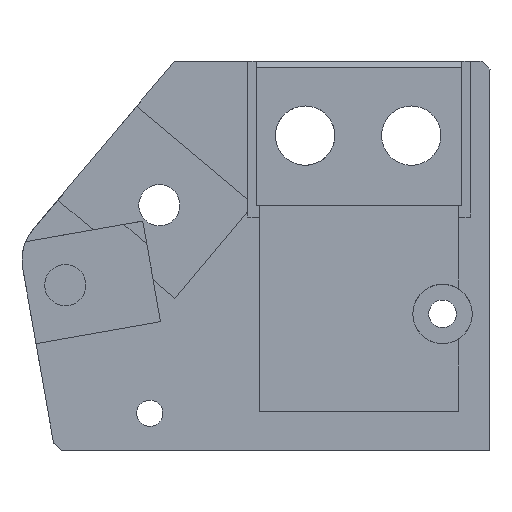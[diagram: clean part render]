
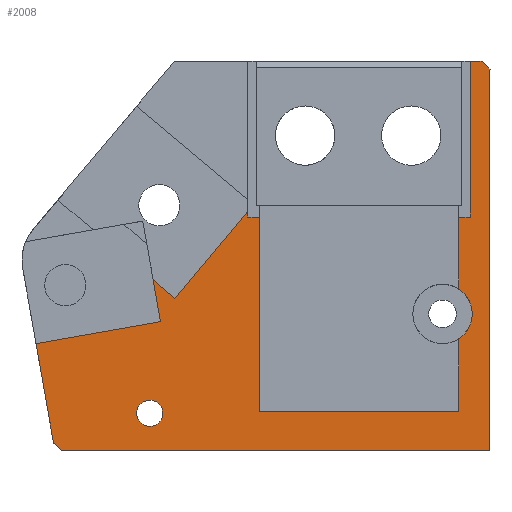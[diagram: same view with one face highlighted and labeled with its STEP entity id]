
A CAD part, front view. The second image highlights one B-rep face of the part: STEP entity #2008.
In plain terms, the highlighted planar face has unit normal (0, -1, 0).
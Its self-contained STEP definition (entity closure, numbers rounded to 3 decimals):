
#63=FACE_BOUND('',#272,.T.);
#153=FACE_OUTER_BOUND('',#271,.T.);
#271=EDGE_LOOP('',(#1742,#1743,#1744,#1745,#1746,#1747,#1748,#1749,#1750,
#1751,#1752,#1753,#1754,#1755,#1756,#1757,#1758,#1759,#1760,#1761));
#272=EDGE_LOOP('',(#1762));
#317=CIRCLE('',#2133,3.75);
#323=CIRCLE('',#2153,1.65);
#353=LINE('',#2925,#591);
#358=LINE('',#2934,#596);
#368=LINE('',#2956,#606);
#418=LINE('',#3089,#656);
#421=LINE('',#3096,#659);
#456=LINE('',#3173,#694);
#459=LINE('',#3179,#697);
#470=LINE('',#3203,#708);
#473=LINE('',#3208,#711);
#478=LINE('',#3218,#716);
#490=LINE('',#3241,#728);
#498=LINE('',#3257,#736);
#501=LINE('',#3261,#739);
#503=LINE('',#3266,#741);
#525=LINE('',#3331,#763);
#534=LINE('',#3346,#772);
#544=LINE('',#3365,#782);
#546=LINE('',#3368,#784);
#547=LINE('',#3369,#785);
#591=VECTOR('',#2239,10.);
#596=VECTOR('',#2246,10.);
#606=VECTOR('',#2266,10.);
#656=VECTOR('',#2390,10.);
#659=VECTOR('',#2395,10.);
#694=VECTOR('',#2466,10.);
#697=VECTOR('',#2471,10.);
#708=VECTOR('',#2490,10.);
#711=VECTOR('',#2495,10.);
#716=VECTOR('',#2504,10.);
#728=VECTOR('',#2524,10.);
#736=VECTOR('',#2536,10.);
#739=VECTOR('',#2541,10.);
#741=VECTOR('',#2545,10.);
#763=VECTOR('',#2619,10.);
#772=VECTOR('',#2634,10.);
#782=VECTOR('',#2650,10.);
#784=VECTOR('',#2654,10.);
#785=VECTOR('',#2655,10.);
#841=VERTEX_POINT('',#2922);
#842=VERTEX_POINT('',#2924);
#844=VERTEX_POINT('',#2930);
#852=VERTEX_POINT('',#2954);
#897=VERTEX_POINT('',#3086);
#898=VERTEX_POINT('',#3088);
#900=VERTEX_POINT('',#3094);
#901=VERTEX_POINT('',#3095);
#925=VERTEX_POINT('',#3172);
#927=VERTEX_POINT('',#3178);
#935=VERTEX_POINT('',#3201);
#936=VERTEX_POINT('',#3202);
#937=VERTEX_POINT('',#3207);
#940=VERTEX_POINT('',#3217);
#947=VERTEX_POINT('',#3239);
#953=VERTEX_POINT('',#3256);
#955=VERTEX_POINT('',#3264);
#970=VERTEX_POINT('',#3324);
#971=VERTEX_POINT('',#3328);
#972=VERTEX_POINT('',#3330);
#981=VERTEX_POINT('',#3364);
#1032=EDGE_CURVE('',#841,#842,#353,.T.);
#1037=EDGE_CURVE('',#844,#842,#358,.T.);
#1048=EDGE_CURVE('',#841,#852,#368,.T.);
#1112=EDGE_CURVE('',#897,#898,#418,.T.);
#1115=EDGE_CURVE('',#900,#901,#421,.T.);
#1154=EDGE_CURVE('',#925,#900,#456,.T.);
#1157=EDGE_CURVE('',#927,#925,#459,.T.);
#1168=EDGE_CURVE('',#935,#936,#470,.T.);
#1171=EDGE_CURVE('',#937,#935,#473,.T.);
#1176=EDGE_CURVE('',#852,#940,#478,.T.);
#1188=EDGE_CURVE('',#940,#947,#490,.T.);
#1196=EDGE_CURVE('',#947,#953,#498,.T.);
#1199=EDGE_CURVE('',#953,#927,#501,.T.);
#1201=EDGE_CURVE('',#936,#955,#503,.T.);
#1208=EDGE_CURVE('',#955,#844,#317,.T.);
#1231=EDGE_CURVE('',#970,#970,#323,.T.);
#1233=EDGE_CURVE('',#971,#972,#525,.T.);
#1242=EDGE_CURVE('',#937,#897,#534,.T.);
#1252=EDGE_CURVE('',#898,#981,#544,.T.);
#1254=EDGE_CURVE('',#971,#981,#546,.T.);
#1255=EDGE_CURVE('',#901,#972,#547,.T.);
#1742=ORIENTED_EDGE('',*,*,#1254,.T.);
#1743=ORIENTED_EDGE('',*,*,#1252,.F.);
#1744=ORIENTED_EDGE('',*,*,#1112,.F.);
#1745=ORIENTED_EDGE('',*,*,#1242,.F.);
#1746=ORIENTED_EDGE('',*,*,#1171,.T.);
#1747=ORIENTED_EDGE('',*,*,#1168,.T.);
#1748=ORIENTED_EDGE('',*,*,#1201,.T.);
#1749=ORIENTED_EDGE('',*,*,#1208,.T.);
#1750=ORIENTED_EDGE('',*,*,#1037,.T.);
#1751=ORIENTED_EDGE('',*,*,#1032,.F.);
#1752=ORIENTED_EDGE('',*,*,#1048,.T.);
#1753=ORIENTED_EDGE('',*,*,#1176,.T.);
#1754=ORIENTED_EDGE('',*,*,#1188,.T.);
#1755=ORIENTED_EDGE('',*,*,#1196,.T.);
#1756=ORIENTED_EDGE('',*,*,#1199,.T.);
#1757=ORIENTED_EDGE('',*,*,#1157,.T.);
#1758=ORIENTED_EDGE('',*,*,#1154,.T.);
#1759=ORIENTED_EDGE('',*,*,#1115,.T.);
#1760=ORIENTED_EDGE('',*,*,#1255,.T.);
#1761=ORIENTED_EDGE('',*,*,#1233,.F.);
#1762=ORIENTED_EDGE('',*,*,#1231,.T.);
#1909=PLANE('',#2161);
#2008=ADVANCED_FACE('',(#153,#63),#1909,.F.);
#2133=AXIS2_PLACEMENT_3D('',#3277,#2557,#2558);
#2153=AXIS2_PLACEMENT_3D('',#3326,#2614,#2615);
#2161=AXIS2_PLACEMENT_3D('',#3367,#2652,#2653);
#2239=DIRECTION('',(1.,0.,0.));
#2246=DIRECTION('',(0.,0.,-1.));
#2266=DIRECTION('',(0.,0.,1.));
#2390=DIRECTION('',(0.707,0.,-0.707));
#2395=DIRECTION('',(-0.985,0.,-0.174));
#2466=DIRECTION('',(0.174,0.,-0.985));
#2471=DIRECTION('',(-0.766,0.,0.643));
#2490=DIRECTION('',(-1.,0.,0.));
#2495=DIRECTION('',(0.,0.,-1.));
#2504=DIRECTION('',(0.,0.,-1.));
#2524=DIRECTION('',(-1.,0.,0.));
#2536=DIRECTION('',(0.,0.,1.));
#2541=DIRECTION('',(-0.643,0.,-0.766));
#2545=DIRECTION('',(0.,0.,-1.));
#2557=DIRECTION('center_axis',(0.,1.,0.));
#2558=DIRECTION('ref_axis',(1.,0.,0.));
#2614=DIRECTION('center_axis',(0.,1.,0.));
#2615=DIRECTION('ref_axis',(-1.,0.,0.));
#2619=DIRECTION('',(-0.766,0.,0.643));
#2634=DIRECTION('',(1.,0.,0.));
#2650=DIRECTION('',(0.,0.,-1.));
#2652=DIRECTION('center_axis',(0.,1.,0.));
#2653=DIRECTION('ref_axis',(-1.,0.,0.));
#2654=DIRECTION('',(1.,0.,0.));
#2655=DIRECTION('',(0.174,0.,-0.985));
#2922=CARTESIAN_POINT('',(-76.013,-61.53,-367.774));
#2924=CARTESIAN_POINT('',(-50.813,-61.53,-367.773));
#2925=CARTESIAN_POINT('',(-68.985,-61.53,-367.774));
#2930=CARTESIAN_POINT('',(-50.813,-61.53,-358.613));
#2934=CARTESIAN_POINT('',(-50.813,-61.53,-351.385));
#2954=CARTESIAN_POINT('',(-76.014,-61.53,-341.722));
#2956=CARTESIAN_POINT('',(-76.013,-61.53,-351.385));
#3086=CARTESIAN_POINT('',(-47.863,-61.53,-323.522));
#3088=CARTESIAN_POINT('',(-46.863,-61.53,-324.522));
#3089=CARTESIAN_POINT('',(-42.625,-61.53,-328.76));
#3094=CARTESIAN_POINT('',(-88.5,-61.53,-356.443));
#3095=CARTESIAN_POINT('',(-104.231,-61.53,-359.217));
#3096=CARTESIAN_POINT('',(-83.351,-61.53,-355.535));
#3172=CARTESIAN_POINT('',(-89.425,-61.53,-351.195));
#3173=CARTESIAN_POINT('',(-88.098,-61.53,-358.722));
#3178=CARTESIAN_POINT('',(-86.693,-61.53,-353.488));
#3179=CARTESIAN_POINT('',(-85.803,-61.53,-354.234));
#3201=CARTESIAN_POINT('',(-49.363,-61.53,-343.222));
#3202=CARTESIAN_POINT('',(-50.814,-61.53,-343.222));
#3203=CARTESIAN_POINT('',(-55.976,-61.53,-343.222));
#3207=CARTESIAN_POINT('',(-49.363,-61.53,-323.522));
#3208=CARTESIAN_POINT('',(-49.363,-61.53,-350.335));
#3217=CARTESIAN_POINT('',(-76.014,-61.53,-343.222));
#3218=CARTESIAN_POINT('',(-76.014,-61.53,-350.335));
#3239=CARTESIAN_POINT('',(-77.463,-61.53,-343.222));
#3241=CARTESIAN_POINT('',(-68.976,-61.53,-343.222));
#3256=CARTESIAN_POINT('',(-77.463,-61.53,-342.489));
#3257=CARTESIAN_POINT('',(-77.463,-61.53,-342.668));
#3261=CARTESIAN_POINT('',(-79.493,-61.53,-344.908));
#3264=CARTESIAN_POINT('',(-50.813,-61.53,-352.333));
#3266=CARTESIAN_POINT('',(-50.813,-61.53,-351.385));
#3277=CARTESIAN_POINT('Origin',(-52.863,-61.53,-355.473));
#3324=CARTESIAN_POINT('',(-88.205,-61.53,-368.024));
#3326=CARTESIAN_POINT('Origin',(-89.855,-61.53,-368.024));
#3328=CARTESIAN_POINT('',(-100.84,-61.53,-372.774));
#3330=CARTESIAN_POINT('',(-102.013,-61.53,-371.79));
#3331=CARTESIAN_POINT('',(-93.449,-61.53,-378.976));
#3346=CARTESIAN_POINT('',(-76.124,-61.53,-323.522));
#3364=CARTESIAN_POINT('',(-46.863,-61.53,-372.773));
#3365=CARTESIAN_POINT('',(-46.863,-61.53,-360.896));
#3367=CARTESIAN_POINT('Origin',(-61.538,-61.53,-357.148));
#3368=CARTESIAN_POINT('',(-90.064,-61.53,-372.774));
#3369=CARTESIAN_POINT('',(-104.081,-61.53,-360.067));
